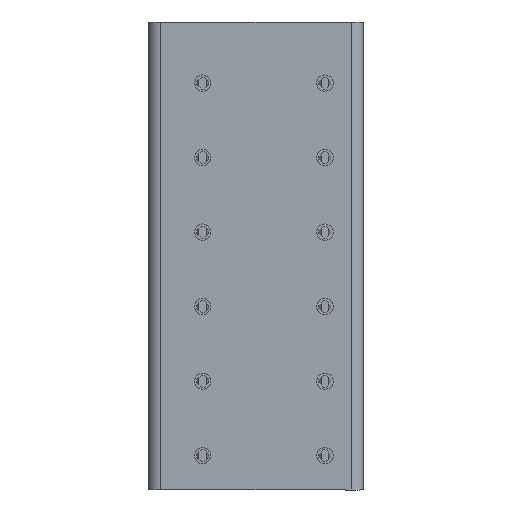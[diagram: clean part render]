
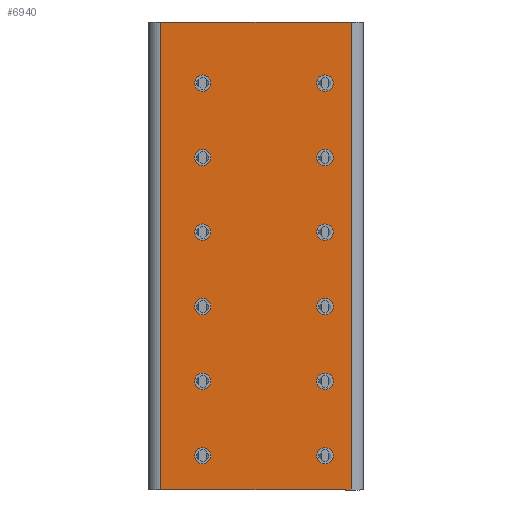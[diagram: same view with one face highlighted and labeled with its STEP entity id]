
A CAD part, front view. The second image highlights one B-rep face of the part: STEP entity #6940.
In plain terms, the highlighted face is planar.
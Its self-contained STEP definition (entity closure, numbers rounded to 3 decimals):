
#4550=CARTESIAN_POINT('',(-1.728,-0.48,
-1.6));
#4560=VERTEX_POINT('',#4550);
#4590=CARTESIAN_POINT('',(-1.728,0.07,
-1.6));
#4600=DIRECTION('',(-1.,0.,0.));
#4610=DIRECTION('',(0.,-1.,0.));
#4620=AXIS2_PLACEMENT_3D('',#4590,#4600,#4610);
#4630=CIRCLE('',#4620,0.55);
#4640=CARTESIAN_POINT('',(-1.728,0.62,
-1.6));
#4650=VERTEX_POINT('',#4640);
#4660=EDGE_CURVE('',#4650,#4560,#4630,.T.);
#4850=CARTESIAN_POINT('',(-1.728,4.727,
-7.039));
#4860=DIRECTION('',(-1.,0.,0.));
#4870=DIRECTION('',(0.,-1.,0.));
#4880=AXIS2_PLACEMENT_3D('',#4850,#4860,#4870);
#4890=PLANE('',#4880);
#4900=CARTESIAN_POINT('',(-1.728,-4.666,
12.5));
#4910=DIRECTION('',(0.,-1.,0.));
#4920=VECTOR('',#4910,1.);
#4930=LINE('',#4900,#4920);
#4940=CARTESIAN_POINT('',(-1.728,11.095,
12.5));
#4950=VERTEX_POINT('',#4940);
#4960=CARTESIAN_POINT('',(-1.728,-1.705,
12.5));
#4970=VERTEX_POINT('',#4960);
#4980=EDGE_CURVE('',#4950,#4970,#4930,.T.);
#4990=ORIENTED_EDGE('',*,*,#4980,.F.);
#5000=CARTESIAN_POINT('',(-1.728,-1.705,
12.5));
#5010=DIRECTION('',(0.,0.,1.));
#5020=VECTOR('',#5010,1.);
#5030=LINE('',#5000,#5020);
#5040=CARTESIAN_POINT('',(-1.728,-1.705,-18.9));
#5050=VERTEX_POINT('',#5040);
#5060=EDGE_CURVE('',#5050,#4970,#5030,.T.);
#5070=ORIENTED_EDGE('',*,*,#5060,.T.);
#5080=CARTESIAN_POINT('',(-1.728,-4.666,-18.9));
#5090=DIRECTION('',(0.,-1.,0.));
#5100=VECTOR('',#5090,1.);
#5110=LINE('',#5080,#5100);
#5120=CARTESIAN_POINT('',(-1.728,11.095,-18.9));
#5130=VERTEX_POINT('',#5120);
#5140=EDGE_CURVE('',#5130,#5050,#5110,.T.);
#5150=ORIENTED_EDGE('',*,*,#5140,.T.);
#5160=CARTESIAN_POINT('',(-1.728,11.095,
12.5));
#5170=DIRECTION('',(0.,0.,1.));
#5180=VECTOR('',#5170,1.);
#5190=LINE('',#5160,#5180);
#5200=EDGE_CURVE('',#5130,#4950,#5190,.T.);
#5210=ORIENTED_EDGE('',*,*,#5200,.F.);
#5220=EDGE_LOOP('',(#5210,#5150,#5070,#4990));
#5230=FACE_OUTER_BOUND('',#5220,.T.);
#5240=CARTESIAN_POINT('',(-1.728,0.07,-11.6));
#5250=DIRECTION('',(-1.,0.,0.));
#5260=DIRECTION('',(0.,-1.,0.));
#5270=AXIS2_PLACEMENT_3D('',#5240,#5250,#5260);
#5280=CIRCLE('',#5270,0.55);
#5290=CARTESIAN_POINT('',(-1.728,-0.48,-11.6));
#5300=VERTEX_POINT('',#5290);
#5310=CARTESIAN_POINT('',(-1.728,0.62,-11.6));
#5320=VERTEX_POINT('',#5310);
#5330=EDGE_CURVE('',#5300,#5320,#5280,.T.);
#5340=ORIENTED_EDGE('',*,*,#5330,.F.);
#5350=EDGE_CURVE('',#5320,#5300,#5280,.T.);
#5360=ORIENTED_EDGE('',*,*,#5350,.F.);
#5370=EDGE_LOOP('',(#5360,#5340));
#5380=FACE_BOUND('',#5370,.T.);
#5390=CARTESIAN_POINT('',(-1.728,8.27,-16.6));
#5400=DIRECTION('',(-1.,0.,0.));
#5410=DIRECTION('',(0.,-1.,0.));
#5420=AXIS2_PLACEMENT_3D('',#5390,#5400,#5410);
#5430=CIRCLE('',#5420,0.55);
#5440=CARTESIAN_POINT('',(-1.728,7.72,-16.6));
#5450=VERTEX_POINT('',#5440);
#5460=CARTESIAN_POINT('',(-1.728,8.82,-16.6));
#5470=VERTEX_POINT('',#5460);
#5480=EDGE_CURVE('',#5450,#5470,#5430,.T.);
#5490=ORIENTED_EDGE('',*,*,#5480,.F.);
#5500=EDGE_CURVE('',#5470,#5450,#5430,.T.);
#5510=ORIENTED_EDGE('',*,*,#5500,.F.);
#5520=EDGE_LOOP('',(#5510,#5490));
#5530=FACE_BOUND('',#5520,.T.);
#5540=CARTESIAN_POINT('',(-1.728,8.27,
8.4));
#5550=DIRECTION('',(-1.,0.,0.));
#5560=DIRECTION('',(0.,-1.,0.));
#5570=AXIS2_PLACEMENT_3D('',#5540,#5550,#5560);
#5580=CIRCLE('',#5570,0.55);
#5590=CARTESIAN_POINT('',(-1.728,7.72,
8.4));
#5600=VERTEX_POINT('',#5590);
#5610=CARTESIAN_POINT('',(-1.728,8.82,
8.4));
#5620=VERTEX_POINT('',#5610);
#5630=EDGE_CURVE('',#5600,#5620,#5580,.T.);
#5640=ORIENTED_EDGE('',*,*,#5630,.F.);
#5650=EDGE_CURVE('',#5620,#5600,#5580,.T.);
#5660=ORIENTED_EDGE('',*,*,#5650,.F.);
#5670=EDGE_LOOP('',(#5660,#5640));
#5680=FACE_BOUND('',#5670,.T.);
#5690=CARTESIAN_POINT('',(-1.728,0.07,
3.4));
#5700=DIRECTION('',(-1.,0.,0.));
#5710=DIRECTION('',(0.,-1.,0.));
#5720=AXIS2_PLACEMENT_3D('',#5690,#5700,#5710);
#5730=CIRCLE('',#5720,0.55);
#5740=CARTESIAN_POINT('',(-1.728,-0.48,
3.4));
#5750=VERTEX_POINT('',#5740);
#5760=CARTESIAN_POINT('',(-1.728,0.62,
3.4));
#5770=VERTEX_POINT('',#5760);
#5780=EDGE_CURVE('',#5750,#5770,#5730,.T.);
#5790=ORIENTED_EDGE('',*,*,#5780,.F.);
#5800=EDGE_CURVE('',#5770,#5750,#5730,.T.);
#5810=ORIENTED_EDGE('',*,*,#5800,.F.);
#5820=EDGE_LOOP('',(#5810,#5790));
#5830=FACE_BOUND('',#5820,.T.);
#5840=CARTESIAN_POINT('',(-1.728,8.27,
-1.6));
#5850=DIRECTION('',(-1.,0.,0.));
#5860=DIRECTION('',(0.,-1.,0.));
#5870=AXIS2_PLACEMENT_3D('',#5840,#5850,#5860);
#5880=CIRCLE('',#5870,0.55);
#5890=CARTESIAN_POINT('',(-1.728,7.72,
-1.6));
#5900=VERTEX_POINT('',#5890);
#5910=CARTESIAN_POINT('',(-1.728,8.82,-1.6));
#5920=VERTEX_POINT('',#5910);
#5930=EDGE_CURVE('',#5900,#5920,#5880,.T.);
#5940=ORIENTED_EDGE('',*,*,#5930,.F.);
#5950=EDGE_CURVE('',#5920,#5900,#5880,.T.);
#5960=ORIENTED_EDGE('',*,*,#5950,.F.);
#5970=EDGE_LOOP('',(#5960,#5940));
#5980=FACE_BOUND('',#5970,.T.);
#5990=CARTESIAN_POINT('',(-1.728,0.07,
8.4));
#6000=DIRECTION('',(-1.,0.,0.));
#6010=DIRECTION('',(0.,-1.,0.));
#6020=AXIS2_PLACEMENT_3D('',#5990,#6000,#6010);
#6030=CIRCLE('',#6020,0.55);
#6040=CARTESIAN_POINT('',(-1.728,-0.48,
8.4));
#6050=VERTEX_POINT('',#6040);
#6060=CARTESIAN_POINT('',(-1.728,0.62,
8.4));
#6070=VERTEX_POINT('',#6060);
#6080=EDGE_CURVE('',#6050,#6070,#6030,.T.);
#6090=ORIENTED_EDGE('',*,*,#6080,.F.);
#6100=EDGE_CURVE('',#6070,#6050,#6030,.T.);
#6110=ORIENTED_EDGE('',*,*,#6100,.F.);
#6120=EDGE_LOOP('',(#6110,#6090));
#6130=FACE_BOUND('',#6120,.T.);
#6140=CARTESIAN_POINT('',(-1.728,0.07,-16.6));
#6150=DIRECTION('',(-1.,0.,0.));
#6160=DIRECTION('',(0.,-1.,0.));
#6170=AXIS2_PLACEMENT_3D('',#6140,#6150,#6160);
#6180=CIRCLE('',#6170,0.55);
#6190=CARTESIAN_POINT('',(-1.728,-0.48,-16.6));
#6200=VERTEX_POINT('',#6190);
#6210=CARTESIAN_POINT('',(-1.728,0.62,-16.6));
#6220=VERTEX_POINT('',#6210);
#6230=EDGE_CURVE('',#6200,#6220,#6180,.T.);
#6240=ORIENTED_EDGE('',*,*,#6230,.F.);
#6250=EDGE_CURVE('',#6220,#6200,#6180,.T.);
#6260=ORIENTED_EDGE('',*,*,#6250,.F.);
#6270=EDGE_LOOP('',(#6260,#6240));
#6280=FACE_BOUND('',#6270,.T.);
#6290=EDGE_CURVE('',#4560,#4650,#4630,.T.);
#6300=ORIENTED_EDGE('',*,*,#6290,.F.);
#6310=ORIENTED_EDGE('',*,*,#4660,.F.);
#6320=EDGE_LOOP('',(#6310,#6300));
#6330=FACE_BOUND('',#6320,.T.);
#6340=CARTESIAN_POINT('',(-1.728,0.07,
-6.6));
#6350=DIRECTION('',(-1.,0.,0.));
#6360=DIRECTION('',(0.,-1.,0.));
#6370=AXIS2_PLACEMENT_3D('',#6340,#6350,#6360);
#6380=CIRCLE('',#6370,0.55);
#6390=CARTESIAN_POINT('',(-1.728,-0.48,
-6.6));
#6400=VERTEX_POINT('',#6390);
#6410=CARTESIAN_POINT('',(-1.728,0.62,
-6.6));
#6420=VERTEX_POINT('',#6410);
#6430=EDGE_CURVE('',#6400,#6420,#6380,.T.);
#6440=ORIENTED_EDGE('',*,*,#6430,.F.);
#6450=EDGE_CURVE('',#6420,#6400,#6380,.T.);
#6460=ORIENTED_EDGE('',*,*,#6450,.F.);
#6470=EDGE_LOOP('',(#6460,#6440));
#6480=FACE_BOUND('',#6470,.T.);
#6490=CARTESIAN_POINT('',(-1.728,8.27,
3.4));
#6500=DIRECTION('',(-1.,0.,0.));
#6510=DIRECTION('',(0.,-1.,0.));
#6520=AXIS2_PLACEMENT_3D('',#6490,#6500,#6510);
#6530=CIRCLE('',#6520,0.55);
#6540=CARTESIAN_POINT('',(-1.728,7.72,
3.4));
#6550=VERTEX_POINT('',#6540);
#6560=CARTESIAN_POINT('',(-1.728,8.82,3.4));
#6570=VERTEX_POINT('',#6560);
#6580=EDGE_CURVE('',#6550,#6570,#6530,.T.);
#6590=ORIENTED_EDGE('',*,*,#6580,.F.);
#6600=EDGE_CURVE('',#6570,#6550,#6530,.T.);
#6610=ORIENTED_EDGE('',*,*,#6600,.F.);
#6620=EDGE_LOOP('',(#6610,#6590));
#6630=FACE_BOUND('',#6620,.T.);
#6640=CARTESIAN_POINT('',(-1.728,8.27,
-6.6));
#6650=DIRECTION('',(-1.,0.,0.));
#6660=DIRECTION('',(0.,-1.,0.));
#6670=AXIS2_PLACEMENT_3D('',#6640,#6650,#6660);
#6680=CIRCLE('',#6670,0.55);
#6690=CARTESIAN_POINT('',(-1.728,7.72,
-6.6));
#6700=VERTEX_POINT('',#6690);
#6710=CARTESIAN_POINT('',(-1.728,8.82,-6.6));
#6720=VERTEX_POINT('',#6710);
#6730=EDGE_CURVE('',#6700,#6720,#6680,.T.);
#6740=ORIENTED_EDGE('',*,*,#6730,.F.);
#6750=EDGE_CURVE('',#6720,#6700,#6680,.T.);
#6760=ORIENTED_EDGE('',*,*,#6750,.F.);
#6770=EDGE_LOOP('',(#6760,#6740));
#6780=FACE_BOUND('',#6770,.T.);
#6790=CARTESIAN_POINT('',(-1.728,8.27,-11.6));
#6800=DIRECTION('',(-1.,0.,0.));
#6810=DIRECTION('',(0.,-1.,0.));
#6820=AXIS2_PLACEMENT_3D('',#6790,#6800,#6810);
#6830=CIRCLE('',#6820,0.55);
#6840=CARTESIAN_POINT('',(-1.728,7.72,-11.6));
#6850=VERTEX_POINT('',#6840);
#6860=CARTESIAN_POINT('',(-1.728,8.82,-11.6));
#6870=VERTEX_POINT('',#6860);
#6880=EDGE_CURVE('',#6850,#6870,#6830,.T.);
#6890=ORIENTED_EDGE('',*,*,#6880,.F.);
#6900=EDGE_CURVE('',#6870,#6850,#6830,.T.);
#6910=ORIENTED_EDGE('',*,*,#6900,.F.);
#6920=EDGE_LOOP('',(#6910,#6890));
#6930=FACE_BOUND('',#6920,.T.);
#6940=ADVANCED_FACE('',(#5230,#5380,#5530,#5680,#5830,#5980,#6130,#6280,
#6330,#6480,#6630,#6780,#6930),#4890,.T.);
